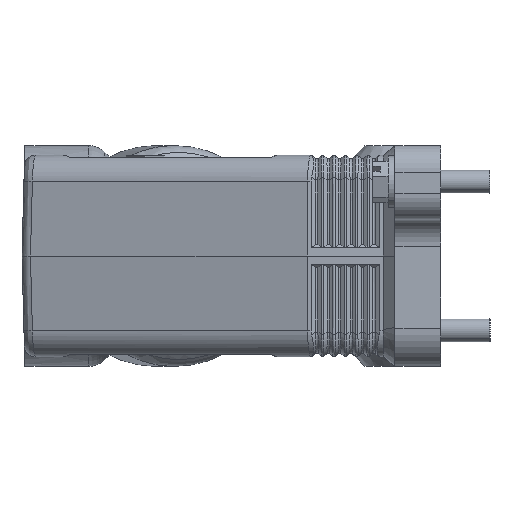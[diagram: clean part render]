
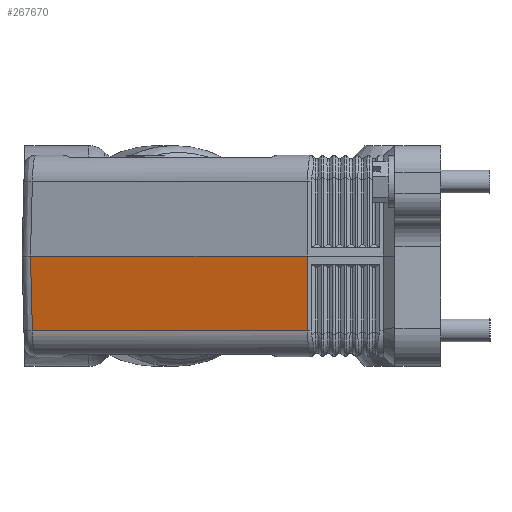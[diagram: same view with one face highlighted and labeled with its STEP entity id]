
A CAD part, left-side view. The second image highlights one B-rep face of the part: STEP entity #267670.
In plain terms, the highlighted planar face has unit normal (-0.966, 0.259, -0.026).
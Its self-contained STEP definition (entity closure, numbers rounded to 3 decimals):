
#71760=CARTESIAN_POINT('',(-92.114,104.071,13.));
#71770=VERTEX_POINT('',#71760);
#71800=CARTESIAN_POINT('',(-91.719,103.556,
-6.683));
#71810=CARTESIAN_POINT('',(-91.721,103.559,
-6.562));
#71820=CARTESIAN_POINT('',(-91.724,103.562,
-6.44));
#71830=CARTESIAN_POINT('',(-91.876,103.76,
1.121));
#71840=CARTESIAN_POINT('',(-92.025,103.955,
8.559));
#71850=CARTESIAN_POINT('',(-92.175,104.15,
15.998));
#71860=B_SPLINE_CURVE_WITH_KNOTS('',3,(#71800,#71810,#71820,#71830,
#71840,#71850),.UNSPECIFIED.,.F.,.F.,(4,2,4),(0.,0.365,
22.694),.UNSPECIFIED.);
#71870=CARTESIAN_POINT('',(-91.719,103.556,
-6.683));
#71880=VERTEX_POINT('',#71870);
#71890=EDGE_CURVE('',#71880,#71770,#71860,.T.);
#175820=CARTESIAN_POINT('',(-111.615,31.294,13.));
#175830=VERTEX_POINT('',#175820);
#267390=CARTESIAN_POINT('',(-90.861,106.118,
-12.991));
#267400=DIRECTION('',(0.966,-0.259,
0.026));
#267410=DIRECTION('',(0.259,0.966,0.));
#267420=AXIS2_PLACEMENT_3D('',#267390,#267400,#267410);
#267430=PLANE('',#267420);
#267440=ORIENTED_EDGE('',*,*,#71890,.F.);
#267450=CARTESIAN_POINT('',(-120.,0.,13.));
#267460=DIRECTION('',(-0.259,-0.966,0.));
#267470=VECTOR('',#267460,1.);
#267480=LINE('',#267450,#267470);
#267490=EDGE_CURVE('',#71770,#175830,#267480,.T.);
#267500=ORIENTED_EDGE('',*,*,#267490,.F.);
#267510=CARTESIAN_POINT('',(-112.296,31.384,39.));
#267520=DIRECTION('',(0.026,-0.003,
-1.));
#267530=VECTOR('',#267520,1.);
#267540=LINE('',#267510,#267530);
#267550=CARTESIAN_POINT('',(-111.1,31.226,
-6.683));
#267560=VERTEX_POINT('',#267550);
#267570=EDGE_CURVE('',#175830,#267560,#267540,.T.);
#267580=ORIENTED_EDGE('',*,*,#267570,.F.);
#267590=CARTESIAN_POINT('',(-118.981,1.811,
-6.683));
#267600=DIRECTION('',(0.259,0.966,0.));
#267610=VECTOR('',#267600,1.);
#267620=LINE('',#267590,#267610);
#267630=EDGE_CURVE('',#267560,#71880,#267620,.T.);
#267640=ORIENTED_EDGE('',*,*,#267630,.F.);
#267650=EDGE_LOOP('',(#267640,#267580,#267500,#267440));
#267660=FACE_OUTER_BOUND('',#267650,.T.);
#267670=ADVANCED_FACE('',(#267660),#267430,.F.);
